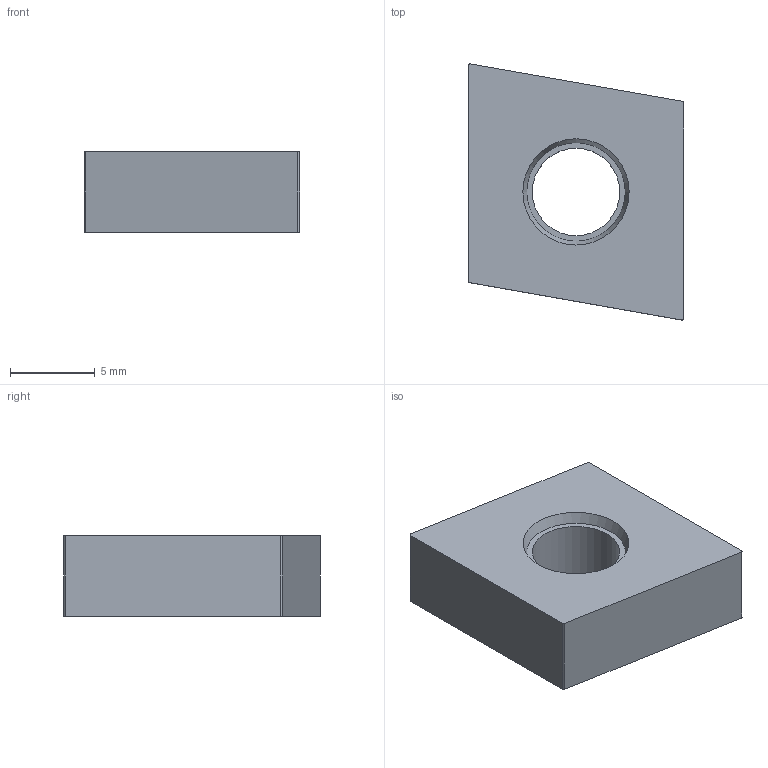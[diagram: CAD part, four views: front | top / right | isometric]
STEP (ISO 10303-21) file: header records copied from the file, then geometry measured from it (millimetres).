
FILE_DESCRIPTION(/* description */ (''),/* implementation_level */ '2;1');
FILE_NAME(/* name */ 'aaa318770_a.stp',/* time_stamp */ '2018-05-28T11:17:48+02:00',/* author */ (''),/* organization */ ('SMS'),/* preprocessor_version */ 'ST-DEVELOPER v15',/* originating_system */ 'SIEMENS PLM Software NX 8.5',/* authorisation */ '');
FILE_SCHEMA (('AUTOMOTIVE_DESIGN { 1 0 10303 214 3 1 1 1 }'));
Length unit declared in the file: millimetre
Products named in the file (1): AAA318770_A
Bounding box: 12.7 x 15.1 x 4.76 mm (x, y, z)
Volume: 669.2 mm3; surface area: 603.6 mm2
Topology: 1 solids, 1 shells, 15 faces, 37 edges, 28 vertices
Faces by surface type: plane 8, cylinder 5, cone 2
Full cylindrical faces by diameter (mm): 5.156 x1
Entity records: 516 total; most frequent: CARTESIAN_POINT 116, DIRECTION 80, ORIENTED_EDGE 60, AXIS2_PLACEMENT_3D 32, EDGE_CURVE 30, EDGE_LOOP 22, VERTEX_POINT 22, LINE 16
